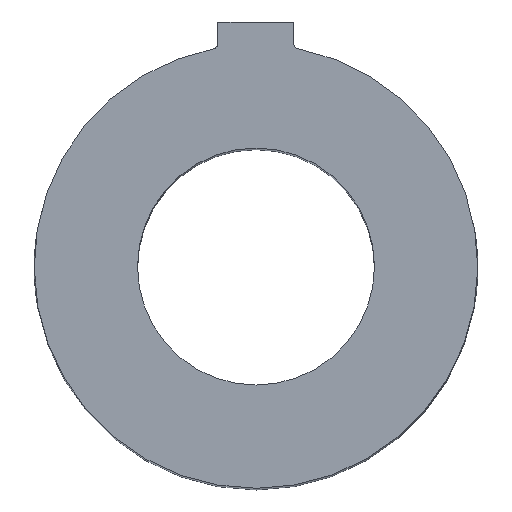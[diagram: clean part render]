
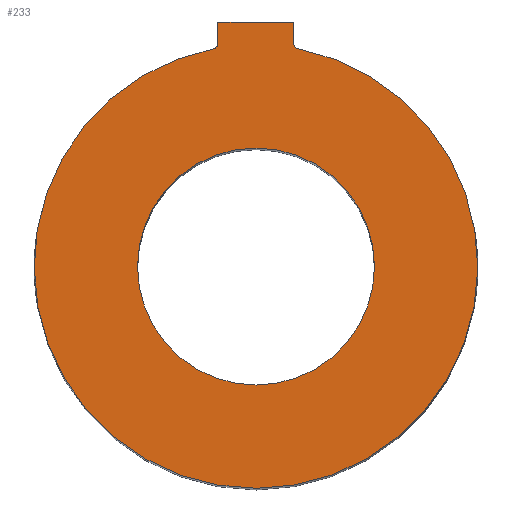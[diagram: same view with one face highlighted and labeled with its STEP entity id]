
A CAD part, top view. The second image highlights one B-rep face of the part: STEP entity #233.
In plain terms, the highlighted planar face has unit normal (0, 0, 1).
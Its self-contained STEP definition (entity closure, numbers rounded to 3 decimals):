
#18=PLANE('',#266);
#23=FACE_BOUND('',#57,.T.);
#42=FACE_OUTER_BOUND('',#56,.T.);
#56=EDGE_LOOP('',(#204,#205,#206,#207,#208,#209));
#57=EDGE_LOOP('',(#210));
#66=LINE('',#427,#82);
#71=LINE('',#517,#87);
#75=LINE('',#523,#91);
#82=VECTOR('',#296,10.);
#87=VECTOR('',#313,10.);
#91=VECTOR('',#319,10.);
#93=CIRCLE('',#251,0.15);
#95=CIRCLE('',#254,5.85);
#97=CIRCLE('',#257,0.15);
#98=CIRCLE('',#262,3.125);
#102=VERTEX_POINT('',#329);
#103=VERTEX_POINT('',#331);
#105=VERTEX_POINT('',#337);
#111=VERTEX_POINT('',#419);
#113=VERTEX_POINT('',#425);
#118=VERTEX_POINT('',#509);
#120=VERTEX_POINT('',#516);
#124=EDGE_CURVE('',#102,#103,#93,.T.);
#128=EDGE_CURVE('',#102,#105,#95,.T.);
#135=EDGE_CURVE('',#111,#105,#97,.T.);
#138=EDGE_CURVE('',#111,#113,#66,.T.);
#145=EDGE_CURVE('',#118,#118,#98,.T.);
#149=EDGE_CURVE('',#120,#103,#71,.T.);
#153=EDGE_CURVE('',#113,#120,#75,.T.);
#204=ORIENTED_EDGE('',*,*,#153,.T.);
#205=ORIENTED_EDGE('',*,*,#149,.T.);
#206=ORIENTED_EDGE('',*,*,#124,.F.);
#207=ORIENTED_EDGE('',*,*,#128,.T.);
#208=ORIENTED_EDGE('',*,*,#135,.F.);
#209=ORIENTED_EDGE('',*,*,#138,.T.);
#210=ORIENTED_EDGE('',*,*,#145,.T.);
#233=ADVANCED_FACE('',(#42,#23),#18,.T.);
#251=AXIS2_PLACEMENT_3D('',#332,#275,#276);
#254=AXIS2_PLACEMENT_3D('',#339,#283,#284);
#257=AXIS2_PLACEMENT_3D('',#421,#290,#291);
#262=AXIS2_PLACEMENT_3D('',#510,#305,#306);
#266=AXIS2_PLACEMENT_3D('',#524,#320,#321);
#275=DIRECTION('center_axis',(0.,0.,1.));
#276=DIRECTION('ref_axis',(0.772,-0.635,0.));
#283=DIRECTION('center_axis',(0.,0.,1.));
#284=DIRECTION('ref_axis',(1.,0.,0.));
#290=DIRECTION('center_axis',(0.,0.,1.));
#291=DIRECTION('ref_axis',(-0.772,-0.636,0.));
#296=DIRECTION('',(0.,1.,0.));
#305=DIRECTION('center_axis',(0.,0.,-1.));
#306=DIRECTION('ref_axis',(1.,0.,0.));
#313=DIRECTION('',(0.,-1.,0.));
#319=DIRECTION('',(-1.,0.,0.));
#320=DIRECTION('center_axis',(0.,0.,1.));
#321=DIRECTION('ref_axis',(1.,0.,0.));
#329=CARTESIAN_POINT('',(-1.127,5.74,25.));
#331=CARTESIAN_POINT('',(-1.006,5.888,25.));
#332=CARTESIAN_POINT('Origin',(-1.156,5.888,25.));
#337=CARTESIAN_POINT('',(1.116,5.743,25.));
#339=CARTESIAN_POINT('Origin',(0.,0.,25.));
#419=CARTESIAN_POINT('',(0.994,5.89,25.));
#421=CARTESIAN_POINT('Origin',(1.144,5.89,25.));
#425=CARTESIAN_POINT('',(0.994,6.45,25.));
#427=CARTESIAN_POINT('',(0.994,6.45,25.));
#509=CARTESIAN_POINT('',(-3.125,0.,25.));
#510=CARTESIAN_POINT('Origin',(0.,0.,25.));
#516=CARTESIAN_POINT('',(-1.006,6.45,25.));
#517=CARTESIAN_POINT('',(-1.006,6.45,25.));
#523=CARTESIAN_POINT('',(-0.006,6.45,25.));
#524=CARTESIAN_POINT('Origin',(0.,0.3,25.));
